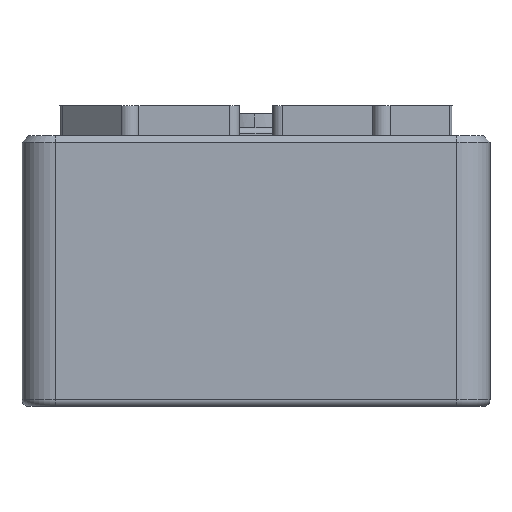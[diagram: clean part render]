
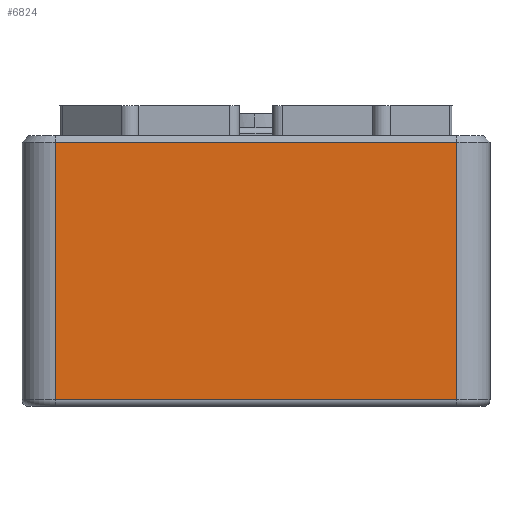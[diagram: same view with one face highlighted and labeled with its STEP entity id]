
A CAD part, left-side view. The second image highlights one B-rep face of the part: STEP entity #6824.
In plain terms, the highlighted planar face has unit normal (-1, 0, 0).
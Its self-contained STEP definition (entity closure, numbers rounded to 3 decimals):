
#674=FACE_OUTER_BOUND('',#1072,.T.);
#1072=EDGE_LOOP('',(#5380,#5381,#5382,#5383));
#1522=LINE('',#9788,#2262);
#1536=LINE('',#9839,#2276);
#1661=LINE('',#10202,#2401);
#1673=LINE('',#10234,#2413);
#2262=VECTOR('',#8064,10.);
#2276=VECTOR('',#8122,10.);
#2401=VECTOR('',#8489,10.);
#2413=VECTOR('',#8531,10.);
#2945=VERTEX_POINT('',#9781);
#2947=VERTEX_POINT('',#9786);
#2962=VERTEX_POINT('',#9838);
#3079=VERTEX_POINT('',#10197);
#3688=EDGE_CURVE('',#2947,#2945,#1522,.T.);
#3714=EDGE_CURVE('',#2945,#2962,#1536,.T.);
#3896=EDGE_CURVE('',#2962,#3079,#1661,.T.);
#3910=EDGE_CURVE('',#3079,#2947,#1673,.T.);
#5380=ORIENTED_EDGE('',*,*,#3688,.F.);
#5381=ORIENTED_EDGE('',*,*,#3910,.F.);
#5382=ORIENTED_EDGE('',*,*,#3896,.F.);
#5383=ORIENTED_EDGE('',*,*,#3714,.F.);
#6523=PLANE('',#7351);
#6824=ADVANCED_FACE('',(#674),#6523,.T.);
#7351=AXIS2_PLACEMENT_3D('',#10233,#8529,#8530);
#8064=DIRECTION('',(0.,1.,0.));
#8122=DIRECTION('',(0.,0.,1.));
#8489=DIRECTION('',(0.,-1.,0.));
#8529=DIRECTION('center_axis',(-1.,0.,0.));
#8530=DIRECTION('ref_axis',(0.,-1.,0.));
#8531=DIRECTION('',(0.,0.,-1.));
#9781=CARTESIAN_POINT('',(-11.95,5.5,-12.2));
#9786=CARTESIAN_POINT('',(-11.95,-18.5,-12.2));
#9788=CARTESIAN_POINT('',(-11.95,0.5,-12.2));
#9838=CARTESIAN_POINT('',(-11.95,5.5,3.2));
#9839=CARTESIAN_POINT('',(-11.95,5.5,2.4));
#10197=CARTESIAN_POINT('',(-11.95,-18.5,3.2));
#10202=CARTESIAN_POINT('',(-11.95,0.5,3.2));
#10233=CARTESIAN_POINT('Origin',(-11.95,7.5,2.4));
#10234=CARTESIAN_POINT('',(-11.95,-18.5,2.4));
